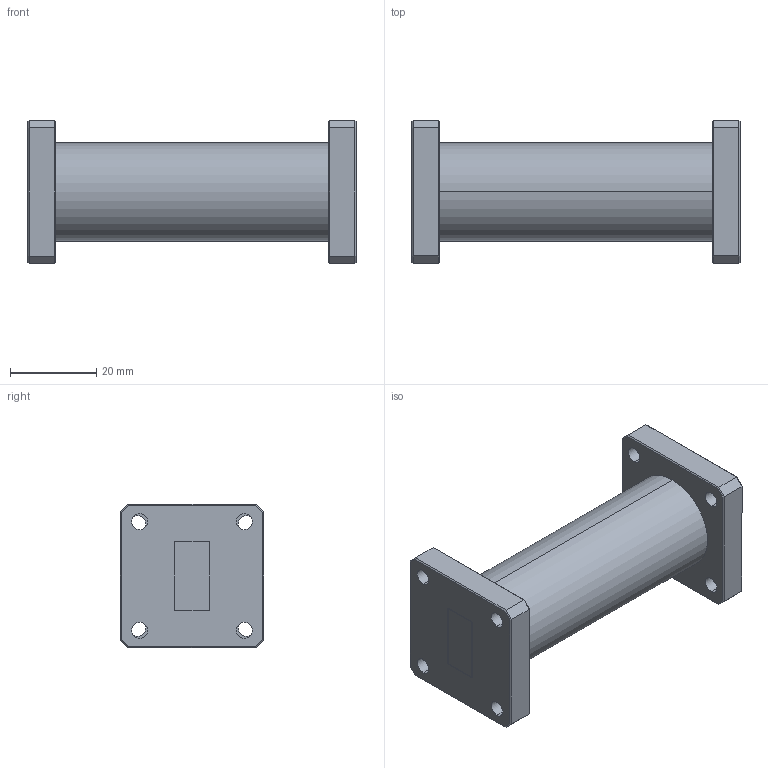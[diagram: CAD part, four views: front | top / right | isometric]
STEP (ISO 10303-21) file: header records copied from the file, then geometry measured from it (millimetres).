
FILE_DESCRIPTION (( 'STEP AP214' ), '1' );
FILE_NAME ('SWT-6251-LA.STEP', '2019-02-07T18:45:00', ( '' ), ( '' ), 'SwSTEP 2.0', 'SolidWorks 2016', '' );
FILE_SCHEMA (( 'AUTOMOTIVE_DESIGN' ));
Length unit declared in the file: inch
Products named in the file (1): SWT-6251-LA
Bounding box: 76.2 x 33.32 x 33.32 mm (x, y, z)
Volume: 39508 mm3; surface area: 10142 mm2
Topology: 1 solids, 1 shells, 80 faces, 190 edges, 116 vertices
Faces by surface type: plane 62, cylinder 18
Entity records: 2326 total; most frequent: DIRECTION 388, CARTESIAN_POINT 387, ORIENTED_EDGE 380, EDGE_CURVE 190, VECTOR 154, LINE 154, AXIS2_PLACEMENT_3D 117, VERTEX_POINT 116
